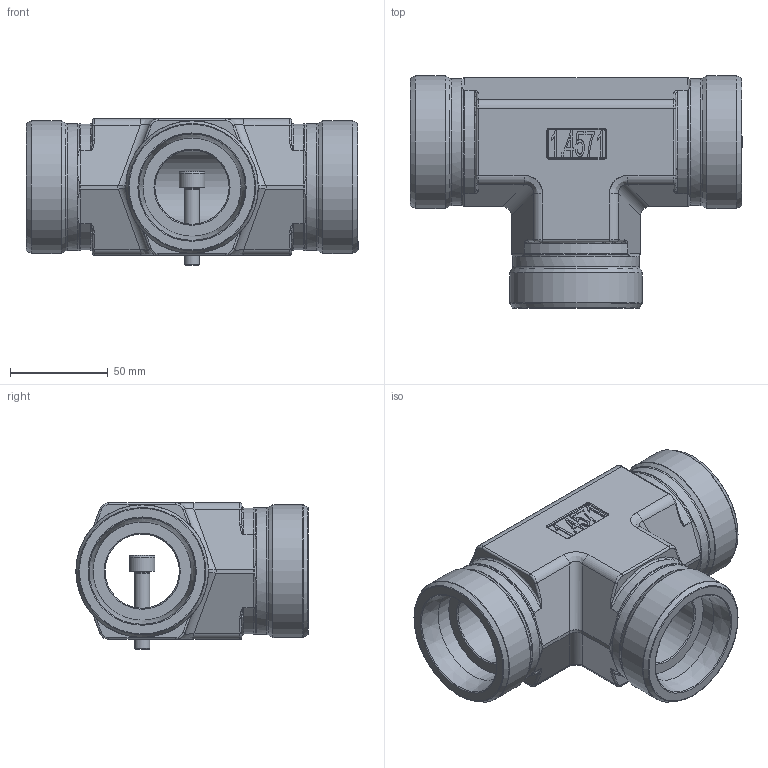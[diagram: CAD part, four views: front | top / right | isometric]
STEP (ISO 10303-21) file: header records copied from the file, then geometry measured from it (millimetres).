
FILE_DESCRIPTION(/* description */ (''),/* implementation_level */ '2;1');
FILE_NAME(/* name */ 'X-TV50.stp',/* time_stamp */ '2021-06-02T13:11:58+02:00',/* author */ (''),/* organization */ (''),/* preprocessor_version */ 'ST-DEVELOPER v16',/* originating_system */ 'SIEMENS PLM Software NX 10.0',/* authorisation */ '');
FILE_SCHEMA (('AP203_CONFIGURATION_CONTROLLED_3D_DESIGN_OF_MECHANICAL_PARTS_AND_ASSEMBLIES_MIM_LF { 1 0 10303 403 2 1 2}'));
Length unit declared in the file: millimetre
Products named in the file (1): jnuj5CE45EDB27fc
Bounding box: 170 x 119 x 75 mm (x, y, z)
Surface area: 85200.2 mm2 (no closed solid volume)
Topology: 0 solids, 368 shells, 368 faces, 1745 edges, 1699 vertices
Faces by surface type: plane 125, cylinder 93, torus 82, bspline 34, cone 21, extrusion 13
Full cylindrical faces by diameter (mm): 7.76 x1, 13 x1, 38 x2, 50.26 x3, 64.9 x3, 68 x3
Entity records: 20467 total; most frequent: CARTESIAN_POINT 7041, DIRECTION 2615, VERTEX_POINT 1679, ORIENTED_EDGE 1678, EDGE_CURVE 1678, AXIS2_PLACEMENT_3D 931, VECTOR 753, LINE 740
